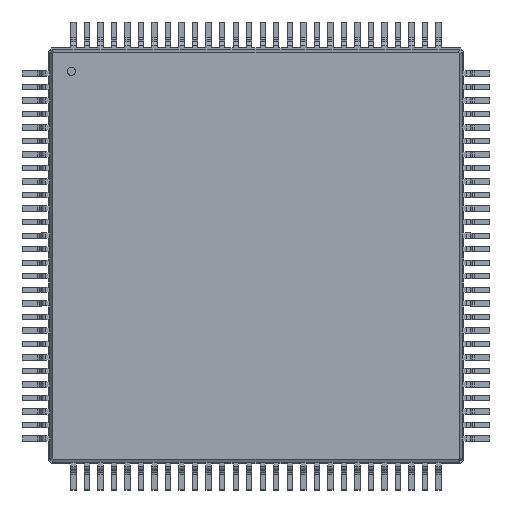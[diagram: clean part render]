
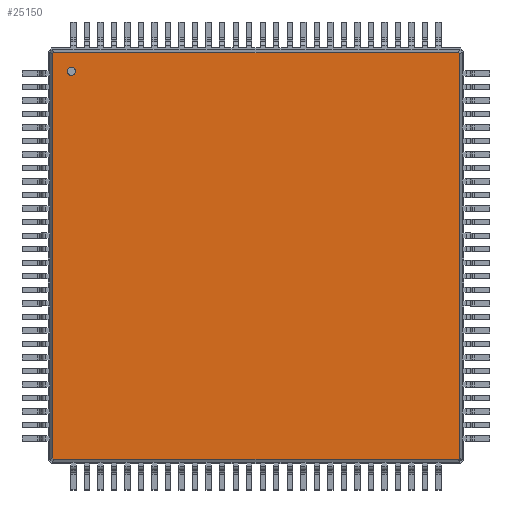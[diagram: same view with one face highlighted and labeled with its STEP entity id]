
A CAD part, top view. The second image highlights one B-rep face of the part: STEP entity #25150.
In plain terms, the highlighted planar face has unit normal (0, 0, 1).
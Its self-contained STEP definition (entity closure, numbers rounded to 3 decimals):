
#13=DIRECTION('',(0.,0.,1.));
#27=VECTOR('',#28,1.);
#28=DIRECTION('',(1.,0.,0.));
#275=VECTOR('',#276,1.);
#276=DIRECTION('',(0.707,-0.707,0.));
#282=VECTOR('',#283,1.);
#283=DIRECTION('',(0.,-1.,0.));
#289=VECTOR('',#290,1.);
#290=DIRECTION('',(-0.707,-0.707,0.));
#296=VECTOR('',#297,1.);
#297=DIRECTION('',(-1.,0.,0.));
#303=VECTOR('',#304,1.);
#304=DIRECTION('',(-0.707,0.707,0.));
#310=VECTOR('',#311,1.);
#311=DIRECTION('',(0.,1.,0.));
#315=VECTOR('',#316,1.);
#316=DIRECTION('',(0.707,0.707,0.));
#9952=VERTEX_POINT('',#9953);
#9953=CARTESIAN_POINT('',(-9.776,9.713,1.6));
#9955=ORIENTED_EDGE('',*,*,#9956,.F.);
#9956=EDGE_CURVE('',#9957,#9952,#9959,.T.);
#9957=VERTEX_POINT('',#9958);
#9958=CARTESIAN_POINT('',(-9.776,-9.713,1.6));
#9959=LINE('',#9958,#310);
#9970=VERTEX_POINT('',#9971);
#9971=CARTESIAN_POINT('',(-9.713,9.776,1.6));
#9973=ORIENTED_EDGE('',*,*,#9974,.F.);
#9974=EDGE_CURVE('',#9952,#9970,#9975,.T.);
#9975=LINE('',#9953,#315);
#10068=VERTEX_POINT('',#10069);
#10069=CARTESIAN_POINT('',(9.713,9.776,1.6));
#10071=ORIENTED_EDGE('',*,*,#10072,.F.);
#10072=EDGE_CURVE('',#9970,#10068,#10073,.T.);
#10073=LINE('',#9971,#27);
#12604=VERTEX_POINT('',#12605);
#12605=CARTESIAN_POINT('',(9.776,9.713,1.6));
#12607=ORIENTED_EDGE('',*,*,#12608,.F.);
#12608=EDGE_CURVE('',#10068,#12604,#12609,.T.);
#12609=LINE('',#10069,#275);
#12842=VERTEX_POINT('',#12843);
#12843=CARTESIAN_POINT('',(9.776,-9.713,1.6));
#12845=ORIENTED_EDGE('',*,*,#12846,.F.);
#12846=EDGE_CURVE('',#12604,#12842,#12847,.T.);
#12847=LINE('',#12605,#282);
#25150=ADVANCED_FACE('',(#25151,#25166),#25176,.T.);
#25151=FACE_BOUND('',#25152,.T.);
#25152=EDGE_LOOP('',(#10071,#9973,#9955,#25153,#25158,#25163,#12845,#12607));
#25153=ORIENTED_EDGE('',*,*,#25154,.F.);
#25154=EDGE_CURVE('',#25155,#9957,#25157,.T.);
#25155=VERTEX_POINT('',#25156);
#25156=CARTESIAN_POINT('',(-9.713,-9.776,1.6));
#25157=LINE('',#25156,#303);
#25158=ORIENTED_EDGE('',*,*,#25159,.F.);
#25159=EDGE_CURVE('',#25160,#25155,#25162,.T.);
#25160=VERTEX_POINT('',#25161);
#25161=CARTESIAN_POINT('',(9.713,-9.776,1.6));
#25162=LINE('',#25161,#296);
#25163=ORIENTED_EDGE('',*,*,#25164,.F.);
#25164=EDGE_CURVE('',#12842,#25160,#25165,.T.);
#25165=LINE('',#12843,#289);
#25166=FACE_BOUND('',#25167,.T.);
#25167=EDGE_LOOP('',(#25168));
#25168=ORIENTED_EDGE('',*,*,#25169,.T.);
#25169=EDGE_CURVE('',#25170,#25170,#25172,.T.);
#25170=VERTEX_POINT('',#25171);
#25171=CARTESIAN_POINT('',(-8.876,8.676,1.6));
#25172=CIRCLE('',#25173,0.2);
#25173=AXIS2_PLACEMENT_3D('',#25174,#25175,#283);
#25174=CARTESIAN_POINT('',(-8.876,8.876,1.6));
#25175=DIRECTION('',(0.,-0.,-1.));
#25176=PLANE('',#25177);
#25177=AXIS2_PLACEMENT_3D('',#9971,#13,#25178);
#25178=DIRECTION('',(0.705,-0.709,0.));
